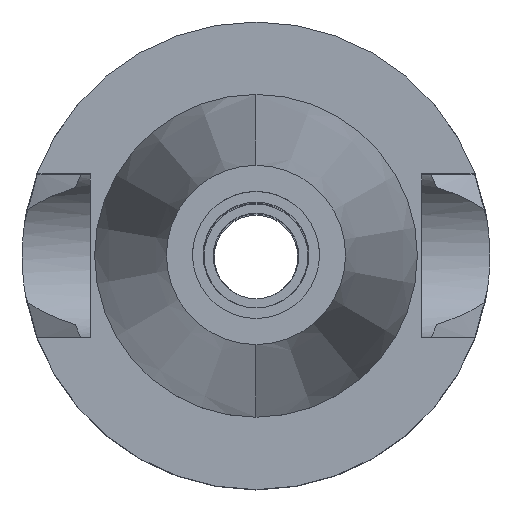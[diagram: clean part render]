
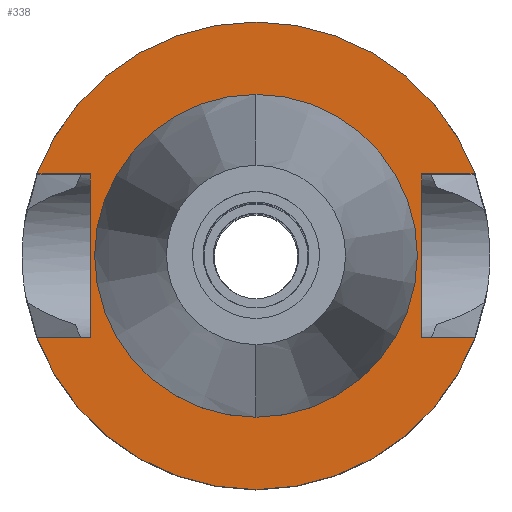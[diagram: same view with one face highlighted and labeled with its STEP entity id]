
A CAD part, top view. The second image highlights one B-rep face of the part: STEP entity #338.
In plain terms, the highlighted planar face has unit normal (0, 0, 1).
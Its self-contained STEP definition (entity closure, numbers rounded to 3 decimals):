
#33 = DIRECTION ( 'NONE',  ( 0., 1., 0. ) ) ;
#49 = DIRECTION ( 'NONE',  ( 0., -1., 0. ) ) ;
#57 = CARTESIAN_POINT ( 'NONE',  ( 0., 0., -1. ) ) ;
#85 = DIRECTION ( 'NONE',  ( 0., 1., 0. ) ) ;
#96 = ORIENTED_EDGE ( 'NONE', *, *, #1965, .F. ) ;
#110 = DIRECTION ( 'NONE',  ( -1., 0., 0. ) ) ;
#143 = VERTEX_POINT ( 'NONE', #384 ) ;
#146 = LINE ( 'NONE', #1938, #1863 ) ;
#250 = DIRECTION ( 'NONE',  ( 0., 0., 1. ) ) ;
#272 = CARTESIAN_POINT ( 'NONE',  ( 0., -15.875, -1. ) ) ;
#338 = ADVANCED_FACE ( 'NONE', ( #1592, #1407 ), #2312, .F. ) ;
#384 = CARTESIAN_POINT ( 'NONE',  ( 16.3, -8.05, -1. ) ) ;
#439 = CARTESIAN_POINT ( 'NONE',  ( 16.3, 8.05, -1. ) ) ;
#470 = CARTESIAN_POINT ( 'NONE',  ( 0., 0., -1. ) ) ;
#476 = CIRCLE ( 'NONE', #2509, 23. ) ;
#482 = AXIS2_PLACEMENT_3D ( 'NONE', #57, #2353, #33 ) ;
#497 = EDGE_LOOP ( 'NONE', ( #507, #1732, #1171, #2405, #944, #1380, #827, #1593 ) ) ;
#507 = ORIENTED_EDGE ( 'NONE', *, *, #2714, .T. ) ;
#536 = VERTEX_POINT ( 'NONE', #1912 ) ;
#558 = CARTESIAN_POINT ( 'NONE',  ( 21.545, -8.05, -1. ) ) ;
#563 = VECTOR ( 'NONE', #85, 1000. ) ;
#604 = VECTOR ( 'NONE', #2716, 1000. ) ;
#677 = EDGE_CURVE ( 'NONE', #2822, #2086, #858, .T. ) ;
#708 = ORIENTED_EDGE ( 'NONE', *, *, #1300, .F. ) ;
#788 = DIRECTION ( 'NONE',  ( 0., 0., -1. ) ) ;
#827 = ORIENTED_EDGE ( 'NONE', *, *, #2020, .F. ) ;
#858 = LINE ( 'NONE', #1772, #563 ) ;
#885 = DIRECTION ( 'NONE',  ( 0., -1., 0. ) ) ;
#891 = AXIS2_PLACEMENT_3D ( 'NONE', #470, #2325, #1378 ) ;
#920 = CARTESIAN_POINT ( 'NONE',  ( 16.3, -8.05, -1. ) ) ;
#944 = ORIENTED_EDGE ( 'NONE', *, *, #1792, .T. ) ;
#1014 = CARTESIAN_POINT ( 'NONE',  ( -16.3, 8.05, -1. ) ) ;
#1105 = DIRECTION ( 'NONE',  ( 1., 0., 0. ) ) ;
#1171 = ORIENTED_EDGE ( 'NONE', *, *, #2285, .F. ) ;
#1196 = DIRECTION ( 'NONE',  ( -1., 0., 0. ) ) ;
#1300 = EDGE_CURVE ( 'NONE', #2653, #2806, #2557, .T. ) ;
#1378 = DIRECTION ( 'NONE',  ( 0., -1., 0. ) ) ;
#1380 = ORIENTED_EDGE ( 'NONE', *, *, #2235, .F. ) ;
#1407 = FACE_BOUND ( 'NONE', #1424, .T. ) ;
#1415 = VERTEX_POINT ( 'NONE', #558 ) ;
#1424 = EDGE_LOOP ( 'NONE', ( #96, #708 ) ) ;
#1429 = EDGE_CURVE ( 'NONE', #1415, #1934, #476, .T. ) ;
#1499 = VERTEX_POINT ( 'NONE', #2399 ) ;
#1532 = LINE ( 'NONE', #2921, #604 ) ;
#1585 = CARTESIAN_POINT ( 'NONE',  ( 0., 15.875, -1. ) ) ;
#1592 = FACE_OUTER_BOUND ( 'NONE', #497, .T. ) ;
#1593 = ORIENTED_EDGE ( 'NONE', *, *, #677, .F. ) ;
#1638 = CARTESIAN_POINT ( 'NONE',  ( -16.3, 8.05, -1. ) ) ;
#1663 = AXIS2_PLACEMENT_3D ( 'NONE', #2306, #250, #885 ) ;
#1690 = DIRECTION ( 'NONE',  ( 0., 0., -1. ) ) ;
#1702 = DIRECTION ( 'NONE',  ( 0., 1., 0. ) ) ;
#1732 = ORIENTED_EDGE ( 'NONE', *, *, #1429, .F. ) ;
#1772 = CARTESIAN_POINT ( 'NONE',  ( -16.3, -8.05, -1. ) ) ;
#1781 = LINE ( 'NONE', #439, #2241 ) ;
#1786 = CARTESIAN_POINT ( 'NONE',  ( -16.3, -8.05, -1. ) ) ;
#1792 = EDGE_CURVE ( 'NONE', #536, #2296, #1781, .T. ) ;
#1793 = DIRECTION ( 'NONE',  ( 1., 0., 0. ) ) ;
#1863 = VECTOR ( 'NONE', #110, 1000. ) ;
#1912 = CARTESIAN_POINT ( 'NONE',  ( 16.3, 8.05, -1. ) ) ;
#1934 = VERTEX_POINT ( 'NONE', #2542 ) ;
#1938 = CARTESIAN_POINT ( 'NONE',  ( -16.3, -8.05, -1. ) ) ;
#1965 = EDGE_CURVE ( 'NONE', #2806, #2653, #2660, .T. ) ;
#2004 = VECTOR ( 'NONE', #1196, 1000. ) ;
#2006 = CIRCLE ( 'NONE', #2941, 23. ) ;
#2020 = EDGE_CURVE ( 'NONE', #2086, #1499, #2130, .T. ) ;
#2086 = VERTEX_POINT ( 'NONE', #1014 ) ;
#2130 = LINE ( 'NONE', #1638, #2004 ) ;
#2235 = EDGE_CURVE ( 'NONE', #1499, #2296, #2006, .T. ) ;
#2241 = VECTOR ( 'NONE', #1793, 1000. ) ;
#2244 = VECTOR ( 'NONE', #1105, 1000. ) ;
#2285 = EDGE_CURVE ( 'NONE', #143, #1415, #2903, .T. ) ;
#2296 = VERTEX_POINT ( 'NONE', #2441 ) ;
#2306 = CARTESIAN_POINT ( 'NONE',  ( 0., 0., -1. ) ) ;
#2312 = PLANE ( 'NONE',  #891 ) ;
#2313 = CARTESIAN_POINT ( 'NONE',  ( 0., 0., -1. ) ) ;
#2325 = DIRECTION ( 'NONE',  ( 0., 0., -1. ) ) ;
#2353 = DIRECTION ( 'NONE',  ( 0., 0., 1. ) ) ;
#2399 = CARTESIAN_POINT ( 'NONE',  ( -21.545, 8.05, -1. ) ) ;
#2405 = ORIENTED_EDGE ( 'NONE', *, *, #2788, .F. ) ;
#2441 = CARTESIAN_POINT ( 'NONE',  ( 21.545, 8.05, -1. ) ) ;
#2509 = AXIS2_PLACEMENT_3D ( 'NONE', #2313, #1690, #49 ) ;
#2542 = CARTESIAN_POINT ( 'NONE',  ( -21.545, -8.05, -1. ) ) ;
#2557 = CIRCLE ( 'NONE', #1663, 15.875 ) ;
#2616 = CARTESIAN_POINT ( 'NONE',  ( 0., 0., -1. ) ) ;
#2653 = VERTEX_POINT ( 'NONE', #272 ) ;
#2660 = CIRCLE ( 'NONE', #482, 15.875 ) ;
#2714 = EDGE_CURVE ( 'NONE', #2822, #1934, #146, .T. ) ;
#2716 = DIRECTION ( 'NONE',  ( 0., -1., 0. ) ) ;
#2788 = EDGE_CURVE ( 'NONE', #536, #143, #1532, .T. ) ;
#2806 = VERTEX_POINT ( 'NONE', #1585 ) ;
#2822 = VERTEX_POINT ( 'NONE', #1786 ) ;
#2903 = LINE ( 'NONE', #920, #2244 ) ;
#2921 = CARTESIAN_POINT ( 'NONE',  ( 16.3, 8.05, -1. ) ) ;
#2941 = AXIS2_PLACEMENT_3D ( 'NONE', #2616, #788, #1702 ) ;
